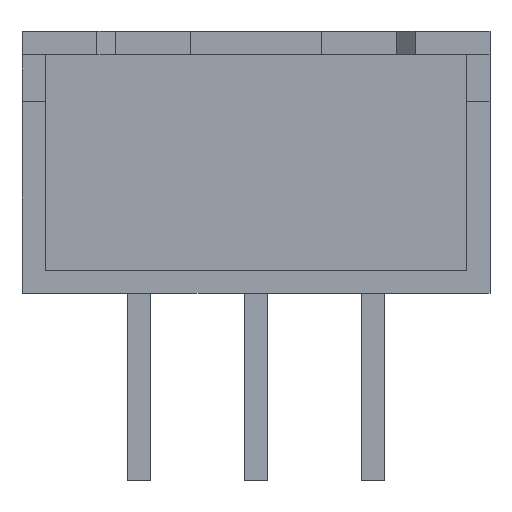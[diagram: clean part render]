
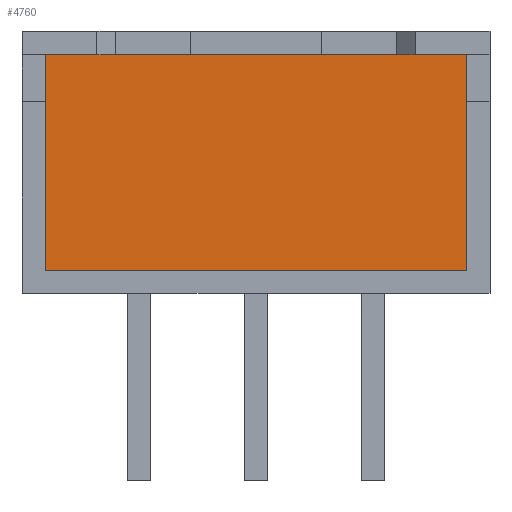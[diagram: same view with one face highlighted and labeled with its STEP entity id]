
A CAD part, front view. The second image highlights one B-rep face of the part: STEP entity #4760.
In plain terms, the highlighted planar face has unit normal (0, -1, 0).
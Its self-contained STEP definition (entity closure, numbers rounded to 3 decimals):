
#1596 = PLANE('',#1597);
#1597 = AXIS2_PLACEMENT_3D('',#1598,#1599,#1600);
#1598 = CARTESIAN_POINT('',(4.5,-7.019,5.1));
#1599 = DIRECTION('',(-1.,0.,0.));
#1600 = DIRECTION('',(0.,0.,-1.));
#1624 = PLANE('',#1625);
#1625 = AXIS2_PLACEMENT_3D('',#1626,#1627,#1628);
#1626 = CARTESIAN_POINT('',(4.5,-7.019,0.5));
#1627 = DIRECTION('',(0.,0.,1.));
#1628 = DIRECTION('',(-1.,0.,0.));
#1652 = PLANE('',#1653);
#1653 = AXIS2_PLACEMENT_3D('',#1654,#1655,#1656);
#1654 = CARTESIAN_POINT('',(-4.5,-7.019,0.5));
#1655 = DIRECTION('',(1.,0.,0.));
#1656 = DIRECTION('',(0.,0.,1.));
#2780 = PLANE('',#2781);
#2781 = AXIS2_PLACEMENT_3D('',#2782,#2783,#2784);
#2782 = CARTESIAN_POINT('',(-4.5,-7.019,5.1));
#2783 = DIRECTION('',(0.,0.,-1.));
#2784 = DIRECTION('',(1.,0.,0.));
#3438 = VERTEX_POINT('',#3439);
#3439 = CARTESIAN_POINT('',(-4.5,-1.519,0.5));
#3460 = EDGE_CURVE('',#3438,#3461,#3463,.T.);
#3461 = VERTEX_POINT('',#3462);
#3462 = CARTESIAN_POINT('',(-4.5,-1.519,5.1));
#3463 = SURFACE_CURVE('',#3464,(#3468,#3475),.PCURVE_S1.);
#3464 = LINE('',#3465,#3466);
#3465 = CARTESIAN_POINT('',(-4.5,-1.519,0.5));
#3466 = VECTOR('',#3467,1.);
#3467 = DIRECTION('',(0.,0.,1.));
#3468 = PCURVE('',#1652,#3469);
#3469 = DEFINITIONAL_REPRESENTATION('',(#3470),#3474);
#3470 = LINE('',#3471,#3472);
#3471 = CARTESIAN_POINT('',(0.,-5.5));
#3472 = VECTOR('',#3473,1.);
#3473 = DIRECTION('',(1.,0.));
#3474 = ( GEOMETRIC_REPRESENTATION_CONTEXT(2) 
PARAMETRIC_REPRESENTATION_CONTEXT() REPRESENTATION_CONTEXT('2D SPACE',''
  ) );
#3475 = PCURVE('',#3476,#3481);
#3476 = PLANE('',#3477);
#3477 = AXIS2_PLACEMENT_3D('',#3478,#3479,#3480);
#3478 = CARTESIAN_POINT('',(0.,-1.519,2.8));
#3479 = DIRECTION('',(0.,1.,0.));
#3480 = DIRECTION('',(0.,0.,1.));
#3481 = DEFINITIONAL_REPRESENTATION('',(#3482),#3486);
#3482 = LINE('',#3483,#3484);
#3483 = CARTESIAN_POINT('',(-2.3,-4.5));
#3484 = VECTOR('',#3485,1.);
#3485 = DIRECTION('',(1.,0.));
#3486 = ( GEOMETRIC_REPRESENTATION_CONTEXT(2) 
PARAMETRIC_REPRESENTATION_CONTEXT() REPRESENTATION_CONTEXT('2D SPACE',''
  ) );
#3515 = VERTEX_POINT('',#3516);
#3516 = CARTESIAN_POINT('',(4.5,-1.519,0.5));
#3537 = EDGE_CURVE('',#3515,#3438,#3538,.T.);
#3538 = SURFACE_CURVE('',#3539,(#3543,#3550),.PCURVE_S1.);
#3539 = LINE('',#3540,#3541);
#3540 = CARTESIAN_POINT('',(4.5,-1.519,0.5));
#3541 = VECTOR('',#3542,1.);
#3542 = DIRECTION('',(-1.,0.,0.));
#3543 = PCURVE('',#1624,#3544);
#3544 = DEFINITIONAL_REPRESENTATION('',(#3545),#3549);
#3545 = LINE('',#3546,#3547);
#3546 = CARTESIAN_POINT('',(0.,-5.5));
#3547 = VECTOR('',#3548,1.);
#3548 = DIRECTION('',(1.,0.));
#3549 = ( GEOMETRIC_REPRESENTATION_CONTEXT(2) 
PARAMETRIC_REPRESENTATION_CONTEXT() REPRESENTATION_CONTEXT('2D SPACE',''
  ) );
#3550 = PCURVE('',#3476,#3551);
#3551 = DEFINITIONAL_REPRESENTATION('',(#3552),#3556);
#3552 = LINE('',#3553,#3554);
#3553 = CARTESIAN_POINT('',(-2.3,4.5));
#3554 = VECTOR('',#3555,1.);
#3555 = DIRECTION('',(0.,-1.));
#3556 = ( GEOMETRIC_REPRESENTATION_CONTEXT(2) 
PARAMETRIC_REPRESENTATION_CONTEXT() REPRESENTATION_CONTEXT('2D SPACE',''
  ) );
#3587 = VERTEX_POINT('',#3588);
#3588 = CARTESIAN_POINT('',(4.5,-1.519,5.1));
#3609 = EDGE_CURVE('',#3587,#3515,#3610,.T.);
#3610 = SURFACE_CURVE('',#3611,(#3615,#3622),.PCURVE_S1.);
#3611 = LINE('',#3612,#3613);
#3612 = CARTESIAN_POINT('',(4.5,-1.519,5.1));
#3613 = VECTOR('',#3614,1.);
#3614 = DIRECTION('',(0.,0.,-1.));
#3615 = PCURVE('',#1596,#3616);
#3616 = DEFINITIONAL_REPRESENTATION('',(#3617),#3621);
#3617 = LINE('',#3618,#3619);
#3618 = CARTESIAN_POINT('',(0.,-5.5));
#3619 = VECTOR('',#3620,1.);
#3620 = DIRECTION('',(1.,0.));
#3621 = ( GEOMETRIC_REPRESENTATION_CONTEXT(2) 
PARAMETRIC_REPRESENTATION_CONTEXT() REPRESENTATION_CONTEXT('2D SPACE',''
  ) );
#3622 = PCURVE('',#3476,#3623);
#3623 = DEFINITIONAL_REPRESENTATION('',(#3624),#3628);
#3624 = LINE('',#3625,#3626);
#3625 = CARTESIAN_POINT('',(2.3,4.5));
#3626 = VECTOR('',#3627,1.);
#3627 = DIRECTION('',(-1.,0.));
#3628 = ( GEOMETRIC_REPRESENTATION_CONTEXT(2) 
PARAMETRIC_REPRESENTATION_CONTEXT() REPRESENTATION_CONTEXT('2D SPACE',''
  ) );
#4675 = EDGE_CURVE('',#3461,#3587,#4676,.T.);
#4676 = SURFACE_CURVE('',#4677,(#4681,#4688),.PCURVE_S1.);
#4677 = LINE('',#4678,#4679);
#4678 = CARTESIAN_POINT('',(-4.5,-1.519,5.1));
#4679 = VECTOR('',#4680,1.);
#4680 = DIRECTION('',(1.,0.,0.));
#4681 = PCURVE('',#2780,#4682);
#4682 = DEFINITIONAL_REPRESENTATION('',(#4683),#4687);
#4683 = LINE('',#4684,#4685);
#4684 = CARTESIAN_POINT('',(0.,-5.5));
#4685 = VECTOR('',#4686,1.);
#4686 = DIRECTION('',(1.,0.));
#4687 = ( GEOMETRIC_REPRESENTATION_CONTEXT(2) 
PARAMETRIC_REPRESENTATION_CONTEXT() REPRESENTATION_CONTEXT('2D SPACE',''
  ) );
#4688 = PCURVE('',#3476,#4689);
#4689 = DEFINITIONAL_REPRESENTATION('',(#4690),#4694);
#4690 = LINE('',#4691,#4692);
#4691 = CARTESIAN_POINT('',(2.3,-4.5));
#4692 = VECTOR('',#4693,1.);
#4693 = DIRECTION('',(0.,1.));
#4694 = ( GEOMETRIC_REPRESENTATION_CONTEXT(2) 
PARAMETRIC_REPRESENTATION_CONTEXT() REPRESENTATION_CONTEXT('2D SPACE',''
  ) );
#4760 = ADVANCED_FACE('',(#4761),#3476,.F.);
#4761 = FACE_BOUND('',#4762,.F.);
#4762 = EDGE_LOOP('',(#4763,#4764,#4765,#4766));
#4763 = ORIENTED_EDGE('',*,*,#4675,.T.);
#4764 = ORIENTED_EDGE('',*,*,#3609,.T.);
#4765 = ORIENTED_EDGE('',*,*,#3537,.T.);
#4766 = ORIENTED_EDGE('',*,*,#3460,.T.);
